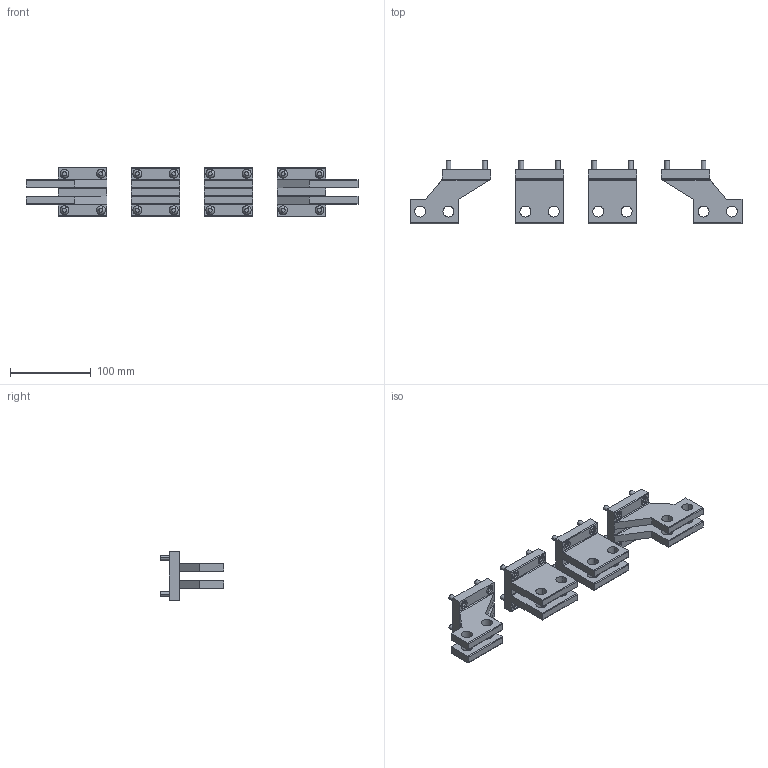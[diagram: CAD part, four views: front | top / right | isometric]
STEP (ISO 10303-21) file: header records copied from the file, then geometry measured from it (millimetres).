
FILE_DESCRIPTION(('CATIA V5 STEP Exchange'),'2;1');
FILE_NAME('1SDH001252R0152_1PA_001_00_E2.2_IV_W_TERMINALS_SHR_LOWER_2500A.stp','2014-03-07T07:57:42+00:00',('none'),('none'),'CATIA Version 5 Release 20 SP 1 (IN-10)','CATIA V5 STEP AP214','none');
FILE_SCHEMA(('AUTOMOTIVE_DESIGN { 1 0 10303 214 1 1 1 1 }'));
Length unit declared in the file: millimetre
Products named in the file (1): 1SDH001252R0152_1PA_001_00_E2.2_IV_W_TERMINALS_SHR_LOWER_2500A
Bounding box: 410 x 78.4 x 60 mm (x, y, z)
Volume: 403887.2 mm3; surface area: 117576.2 mm2
Topology: 20 solids, 20 shells, 512 faces, 1204 edges, 780 vertices
Faces by surface type: plane 252, cylinder 196, revolution 32, torus 32
Entity records: 14250 total; most frequent: CARTESIAN_POINT 2813, ORIENTED_EDGE 2408, DIRECTION 1908, EDGE_CURVE 1204, AXIS2_PLACEMENT_3D 835, VERTEX_POINT 780, VECTOR 684, LINE 684
